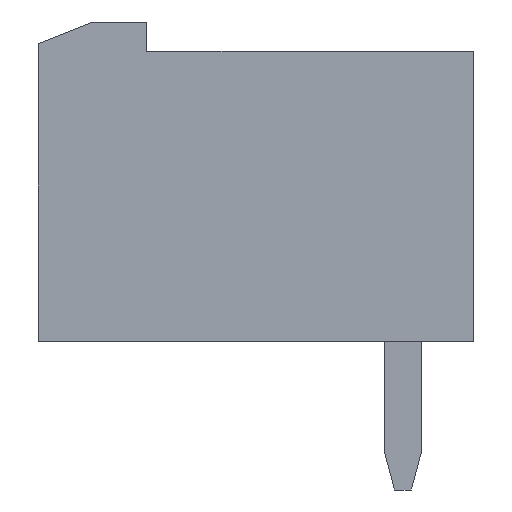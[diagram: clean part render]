
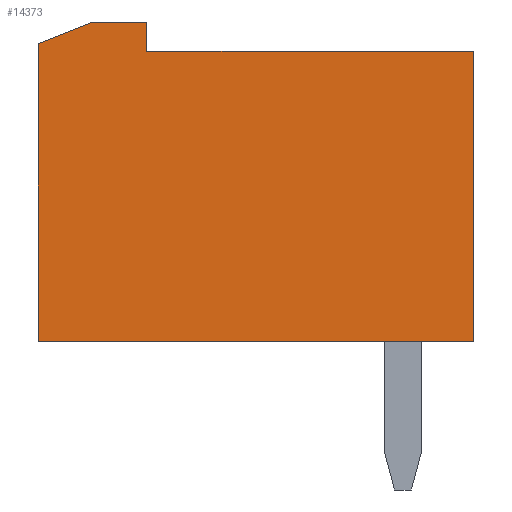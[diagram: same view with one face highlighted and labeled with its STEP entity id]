
A CAD part, left-side view. The second image highlights one B-rep face of the part: STEP entity #14373.
In plain terms, the highlighted planar face has unit normal (-1, 0, 0).
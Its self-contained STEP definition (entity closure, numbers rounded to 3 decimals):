
#60 = CARTESIAN_POINT ( 'NONE',  ( -0.5, 12., 0.2 ) ) ;
#124 = CARTESIAN_POINT ( 'NONE',  ( -0.5, 9.01, 0.8 ) ) ;
#1611 = ORIENTED_EDGE ( 'NONE', *, *, #25352, .T. ) ;
#1612 = EDGE_CURVE ( 'NONE', #28927, #16009, #20719, .T. ) ;
#1643 = VECTOR ( 'NONE', #18901, 1000. ) ;
#1825 = DIRECTION ( 'NONE',  ( 0., 0., 1. ) ) ;
#1900 = CARTESIAN_POINT ( 'NONE',  ( -0.5, 10.5, 0.8 ) ) ;
#2136 = LINE ( 'NONE', #17387, #20501 ) ;
#3040 = LINE ( 'NONE', #13723, #16771 ) ;
#3573 = DIRECTION ( 'NONE',  ( 0., 0., 1. ) ) ;
#3677 = EDGE_LOOP ( 'NONE', ( #19025, #13593, #1611, #19238, #25421, #5323, #15064 ) ) ;
#3779 = VERTEX_POINT ( 'NONE', #124 ) ;
#4198 = DIRECTION ( 'NONE',  ( 0., 0.928, -0.371 ) ) ;
#4544 = CARTESIAN_POINT ( 'NONE',  ( -0.5, 9.01, 0. ) ) ;
#4864 = VERTEX_POINT ( 'NONE', #15685 ) ;
#5138 = CARTESIAN_POINT ( 'NONE',  ( -0.5, 0., 0. ) ) ;
#5323 = ORIENTED_EDGE ( 'NONE', *, *, #21661, .T. ) ;
#6770 = VECTOR ( 'NONE', #24924, 1000. ) ;
#7702 = EDGE_CURVE ( 'NONE', #13903, #4864, #25066, .T. ) ;
#12520 = VERTEX_POINT ( 'NONE', #23730 ) ;
#12896 = DIRECTION ( 'NONE',  ( 0., -1., 0. ) ) ;
#13321 = CARTESIAN_POINT ( 'NONE',  ( -0.5, 0., 0. ) ) ;
#13571 = CARTESIAN_POINT ( 'NONE',  ( -0.5, 12., -6.5 ) ) ;
#13593 = ORIENTED_EDGE ( 'NONE', *, *, #24777, .T. ) ;
#13723 = CARTESIAN_POINT ( 'NONE',  ( -0.5, 9.01, 0. ) ) ;
#13903 = VERTEX_POINT ( 'NONE', #60 ) ;
#14363 = VECTOR ( 'NONE', #12896, 1000. ) ;
#14373 = ADVANCED_FACE ( 'NONE', ( #16507 ), #26989, .T. ) ;
#15064 = ORIENTED_EDGE ( 'NONE', *, *, #19659, .T. ) ;
#15636 = DIRECTION ( 'NONE',  ( -1., 0., 0. ) ) ;
#15685 = CARTESIAN_POINT ( 'NONE',  ( -0.5, 12., -8. ) ) ;
#15947 = VECTOR ( 'NONE', #18583, 1000. ) ;
#16009 = VERTEX_POINT ( 'NONE', #4544 ) ;
#16507 = FACE_OUTER_BOUND ( 'NONE', #3677, .T. ) ;
#16688 = LINE ( 'NONE', #27670, #15947 ) ;
#16771 = VECTOR ( 'NONE', #29630, 1000. ) ;
#17387 = CARTESIAN_POINT ( 'NONE',  ( -0.5, 0., -8. ) ) ;
#18583 = DIRECTION ( 'NONE',  ( 0., 1., 0. ) ) ;
#18901 = DIRECTION ( 'NONE',  ( 0., 1., 0. ) ) ;
#19025 = ORIENTED_EDGE ( 'NONE', *, *, #7702, .T. ) ;
#19238 = ORIENTED_EDGE ( 'NONE', *, *, #1612, .T. ) ;
#19659 = EDGE_CURVE ( 'NONE', #27427, #13903, #22149, .T. ) ;
#20501 = VECTOR ( 'NONE', #3573, 1000. ) ;
#20719 = LINE ( 'NONE', #5138, #1643 ) ;
#21661 = EDGE_CURVE ( 'NONE', #3779, #27427, #16688, .T. ) ;
#21988 = CARTESIAN_POINT ( 'NONE',  ( -0.5, 0., 0. ) ) ;
#22149 = LINE ( 'NONE', #1900, #27490 ) ;
#23730 = CARTESIAN_POINT ( 'NONE',  ( -0.5, 0., -8. ) ) ;
#24283 = CARTESIAN_POINT ( 'NONE',  ( -0.5, 12., -8. ) ) ;
#24777 = EDGE_CURVE ( 'NONE', #4864, #12520, #29291, .T. ) ;
#24924 = DIRECTION ( 'NONE',  ( 0., 0., -1. ) ) ;
#25066 = LINE ( 'NONE', #13571, #6770 ) ;
#25352 = EDGE_CURVE ( 'NONE', #12520, #28927, #2136, .T. ) ;
#25421 = ORIENTED_EDGE ( 'NONE', *, *, #28569, .T. ) ;
#26989 = PLANE ( 'NONE',  #28676 ) ;
#27427 = VERTEX_POINT ( 'NONE', #27738 ) ;
#27490 = VECTOR ( 'NONE', #4198, 1000. ) ;
#27670 = CARTESIAN_POINT ( 'NONE',  ( -0.5, 9.01, 0.8 ) ) ;
#27738 = CARTESIAN_POINT ( 'NONE',  ( -0.5, 10.5, 0.8 ) ) ;
#28569 = EDGE_CURVE ( 'NONE', #16009, #3779, #3040, .T. ) ;
#28676 = AXIS2_PLACEMENT_3D ( 'NONE', #13321, #15636, #1825 ) ;
#28927 = VERTEX_POINT ( 'NONE', #21988 ) ;
#29291 = LINE ( 'NONE', #24283, #14363 ) ;
#29630 = DIRECTION ( 'NONE',  ( 0., 0., 1. ) ) ;
